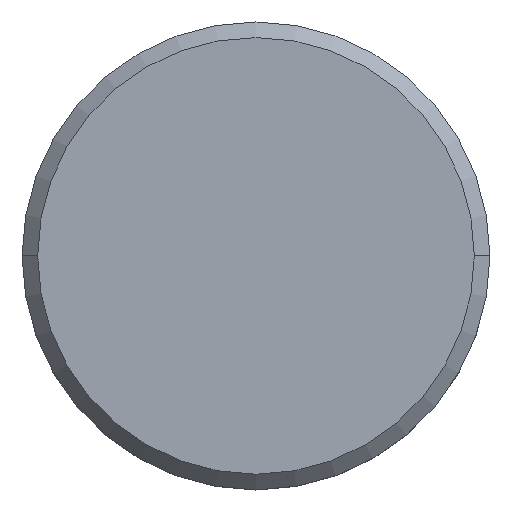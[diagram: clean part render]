
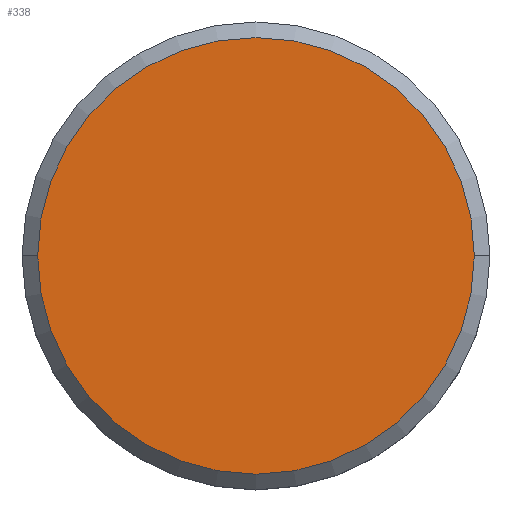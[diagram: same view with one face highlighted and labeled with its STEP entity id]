
A CAD part, top view. The second image highlights one B-rep face of the part: STEP entity #338.
In plain terms, the highlighted planar face has unit normal (0, 0, 1).
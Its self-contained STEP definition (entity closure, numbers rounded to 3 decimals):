
#49 = PLANE ( 'NONE',  #136 ) ;
#103 = CARTESIAN_POINT ( 'NONE',  ( -7., 0., 0. ) ) ;
#109 = DIRECTION ( 'NONE',  ( 1., 0., 0. ) ) ;
#136 = AXIS2_PLACEMENT_3D ( 'NONE', #236, #490, #381 ) ;
#139 = EDGE_CURVE ( 'NONE', #368, #541, #398, .T. ) ;
#236 = CARTESIAN_POINT ( 'NONE',  ( 0., 0., 0. ) ) ;
#255 = EDGE_LOOP ( 'NONE', ( #269, #586 ) ) ;
#269 = ORIENTED_EDGE ( 'NONE', *, *, #550, .T. ) ;
#286 = DIRECTION ( 'NONE',  ( 0., 0., 1. ) ) ;
#323 = FACE_OUTER_BOUND ( 'NONE', #255, .T. ) ;
#333 = DIRECTION ( 'NONE',  ( 0., 0., 1. ) ) ;
#338 = ADVANCED_FACE ( 'NONE', ( #323 ), #49, .T. ) ;
#367 = AXIS2_PLACEMENT_3D ( 'NONE', #524, #286, #478 ) ;
#368 = VERTEX_POINT ( 'NONE', #433 ) ;
#376 = CARTESIAN_POINT ( 'NONE',  ( 0., 0., 0. ) ) ;
#381 = DIRECTION ( 'NONE',  ( 1., 0., 0. ) ) ;
#398 = CIRCLE ( 'NONE', #414, 7. ) ;
#414 = AXIS2_PLACEMENT_3D ( 'NONE', #376, #333, #109 ) ;
#433 = CARTESIAN_POINT ( 'NONE',  ( 7., 0., 0. ) ) ;
#478 = DIRECTION ( 'NONE',  ( 1., 0., 0. ) ) ;
#490 = DIRECTION ( 'NONE',  ( 0., 0., 1. ) ) ;
#524 = CARTESIAN_POINT ( 'NONE',  ( 0., 0., 0. ) ) ;
#541 = VERTEX_POINT ( 'NONE', #103 ) ;
#550 = EDGE_CURVE ( 'NONE', #541, #368, #558, .T. ) ;
#558 = CIRCLE ( 'NONE', #367, 7. ) ;
#586 = ORIENTED_EDGE ( 'NONE', *, *, #139, .T. ) ;
